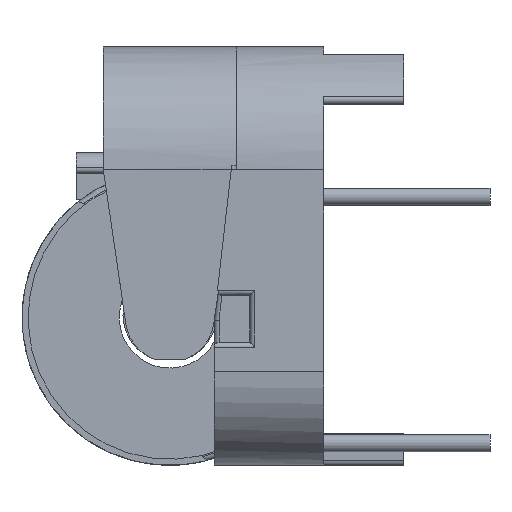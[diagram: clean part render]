
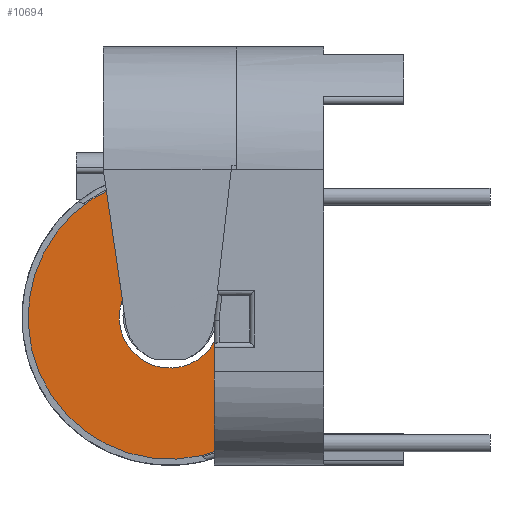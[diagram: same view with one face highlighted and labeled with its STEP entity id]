
A CAD part, left-side view. The second image highlights one B-rep face of the part: STEP entity #10694.
In plain terms, the highlighted planar face has unit normal (-1, 0, 0).
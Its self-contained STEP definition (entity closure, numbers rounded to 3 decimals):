
#77 = CARTESIAN_POINT ( 'NONE',  ( -13.385, 2.022, -3.412 ) ) ;
#149 = EDGE_LOOP ( 'NONE', ( #6165, #1530 ) ) ;
#728 = DIRECTION ( 'NONE',  ( -1., 0., 0. ) ) ;
#1029 = VERTEX_POINT ( 'NONE', #17931 ) ;
#1520 = EDGE_CURVE ( 'NONE', #20517, #1029, #18865, .T. ) ;
#1530 = ORIENTED_EDGE ( 'NONE', *, *, #1520, .F. ) ;
#2952 = DIRECTION ( 'NONE',  ( 0., -0.797, -0.604 ) ) ;
#3021 = DIRECTION ( 'NONE',  ( -1., 0., 0. ) ) ;
#3424 = AXIS2_PLACEMENT_3D ( 'NONE', #9318, #3021, #2952 ) ;
#4323 = CARTESIAN_POINT ( 'NONE',  ( -13.385, 0.389, -4.65 ) ) ;
#5175 = AXIS2_PLACEMENT_3D ( 'NONE', #4323, #728, #15778 ) ;
#5496 = CIRCLE ( 'NONE', #6359, 5.75 ) ;
#6165 = ORIENTED_EDGE ( 'NONE', *, *, #8862, .F. ) ;
#6359 = AXIS2_PLACEMENT_3D ( 'NONE', #14809, #11451, #16408 ) ;
#6668 = FACE_BOUND ( 'NONE', #149, .T. ) ;
#7573 = DIRECTION ( 'NONE',  ( -1., 0., 0. ) ) ;
#7728 = DIRECTION ( 'NONE',  ( 0., -0.797, -0.604 ) ) ;
#7794 = CARTESIAN_POINT ( 'NONE',  ( -13.385, 0.389, -4.65 ) ) ;
#8453 = ORIENTED_EDGE ( 'NONE', *, *, #20553, .T. ) ;
#8862 = EDGE_CURVE ( 'NONE', #1029, #20517, #17979, .T. ) ;
#9013 = FACE_OUTER_BOUND ( 'NONE', #12691, .T. ) ;
#9132 = DIRECTION ( 'NONE',  ( 0., 0.797, 0.604 ) ) ;
#9318 = CARTESIAN_POINT ( 'NONE',  ( -13.385, 0.389, -4.65 ) ) ;
#10391 = VERTEX_POINT ( 'NONE', #11826 ) ;
#10694 = ADVANCED_FACE ( 'NONE', ( #6668, #9013 ), #15850, .T. ) ;
#11451 = DIRECTION ( 'NONE',  ( -1., 0., 0. ) ) ;
#11570 = VERTEX_POINT ( 'NONE', #21040 ) ;
#11826 = CARTESIAN_POINT ( 'NONE',  ( -13.385, 4.971, -1.176 ) ) ;
#12691 = EDGE_LOOP ( 'NONE', ( #8453, #16360 ) ) ;
#14809 = CARTESIAN_POINT ( 'NONE',  ( -13.385, 0.389, -4.65 ) ) ;
#15778 = DIRECTION ( 'NONE',  ( 0., -0.797, -0.604 ) ) ;
#15782 = DIRECTION ( 'NONE',  ( -1., 0., 0. ) ) ;
#15850 = PLANE ( 'NONE',  #19784 ) ;
#16360 = ORIENTED_EDGE ( 'NONE', *, *, #16452, .T. ) ;
#16408 = DIRECTION ( 'NONE',  ( 0., -0.797, -0.604 ) ) ;
#16452 = EDGE_CURVE ( 'NONE', #10391, #11570, #19610, .T. ) ;
#17931 = CARTESIAN_POINT ( 'NONE',  ( -13.385, -1.245, -5.888 ) ) ;
#17979 = CIRCLE ( 'NONE', #5175, 2.05 ) ;
#18858 = CARTESIAN_POINT ( 'NONE',  ( -13.385, -1.245, -5.888 ) ) ;
#18865 = CIRCLE ( 'NONE', #3424, 2.05 ) ;
#19610 = CIRCLE ( 'NONE', #20398, 5.75 ) ;
#19784 = AXIS2_PLACEMENT_3D ( 'NONE', #18858, #7573, #9132 ) ;
#20398 = AXIS2_PLACEMENT_3D ( 'NONE', #7794, #15782, #7728 ) ;
#20517 = VERTEX_POINT ( 'NONE', #77 ) ;
#20553 = EDGE_CURVE ( 'NONE', #11570, #10391, #5496, .T. ) ;
#21040 = CARTESIAN_POINT ( 'NONE',  ( -13.385, -4.193, -8.124 ) ) ;
